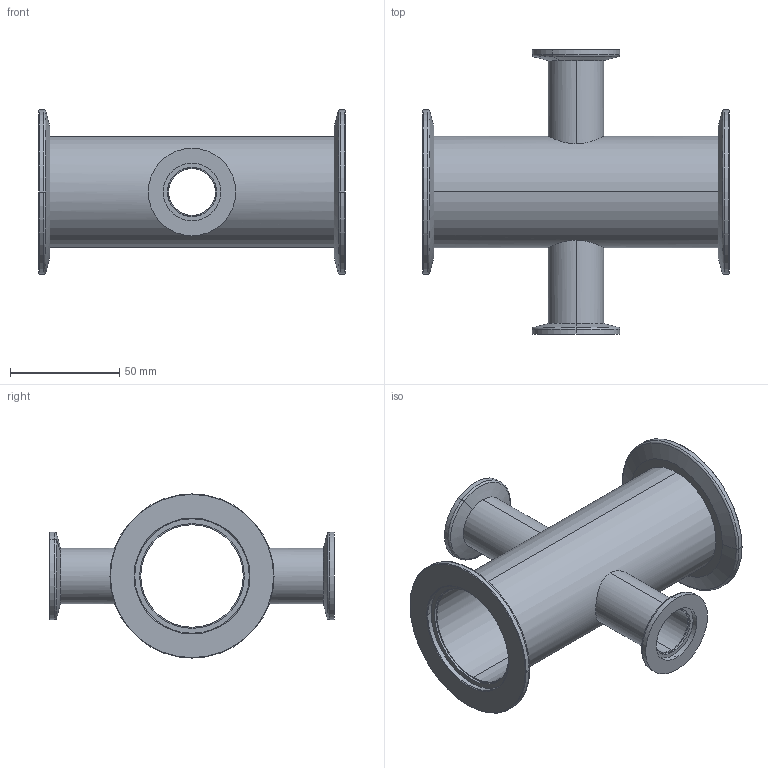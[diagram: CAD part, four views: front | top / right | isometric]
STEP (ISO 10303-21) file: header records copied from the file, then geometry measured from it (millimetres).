
FILE_DESCRIPTION (( 'STEP AP214' ), '1' );
FILE_NAME ('Hositrad_KX4R-50-25.STEP', '2015-11-19T15:08:49', ( '' ), ( '' ), 'SwSTEP 2.0', 'SolidWorks 2015', '' );
FILE_SCHEMA (( 'AUTOMOTIVE_DESIGN' ));
Length unit declared in the file: millimetre
Products named in the file (4): Reducer-X-all_50-25; Hositrad_KX4R-50-25; KF50WS_KF50-50; KF25-WS
Assembly tree (5 placements, depth 2):
  Hositrad_KX4R-50-25
    Reducer-X-all_50-25
    KF50WS_KF50-50  x2
    KF25-WS  x2
Bounding box: 140 x 130 x 75 mm (x, y, z)
Volume: 76638.2 mm3; surface area: 69569.3 mm2
Topology: 5 solids, 5 shells, 90 faces, 188 edges, 116 vertices
Faces by surface type: cylinder 44, plane 18, cone 16, torus 8, bspline 4
Entity records: 2810 total; most frequent: CARTESIAN_POINT 1417, DIRECTION 286, ORIENTED_EDGE 236, AXIS2_PLACEMENT_3D 125, EDGE_CURVE 118, VERTEX_POINT 74, EDGE_LOOP 70, CIRCLE 66
